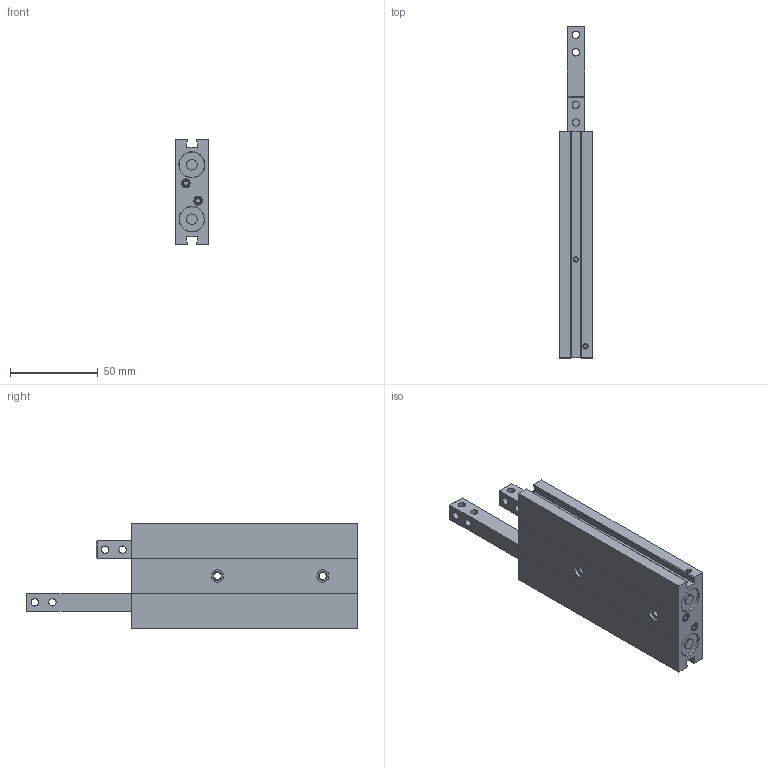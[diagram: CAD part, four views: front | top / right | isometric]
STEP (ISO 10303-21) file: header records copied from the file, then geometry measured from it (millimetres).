
FILE_DESCRIPTION(/* description */ ('STEP AP214'),/* implementation_level */ '2;1');
FILE_NAME(/* name */ '529352_HPV-14-40-A',/* time_stamp */ '2024-08-29T11:21:28+02:00',/* author */ ('License CC BY-ND 4.0'),/* organization */ ('CADENAS'),/* preprocessor_version */ 'ST-DEVELOPER v19.3',/* originating_system */ 'PARTsolutions',/* authorisation */ ' ');
FILE_SCHEMA (('AUTOMOTIVE_DESIGN {1 0 10303 214 3 1 1}'));
Length unit declared in the file: millimetre
Products named in the file (4): 529352 HPV-14-40-A---(0_1); 529352 HPV-14-40-A---(ZR_0_1); 529352 HPV-14-40-A---(JAW); DIN-913 - M5x5
Assembly tree (5 placements, depth 2):
  529352 HPV-14-40-A---(0_1)
    529352 HPV-14-40-A---(ZR_0_1)
    529352 HPV-14-40-A---(JAW)  x2
    DIN-913 - M5x5  x2
Bounding box: 19 x 189 x 60 mm (x, y, z)
Volume: 129681 mm3; surface area: 49163.2 mm2
Topology: 5 solids, 5 shells, 260 faces, 605 edges, 382 vertices
Faces by surface type: plane 158, cylinder 64, cone 38
Full cylindrical faces by diameter (mm): 2 x2, 2.6 x2, 4.134 x6, 4.2 x16, 5 x2, 6 x6, 7 x2, 7.4 x2, 8 x4, 14 x4, 14.1 x1, 14.4 x1
Entity records: 5988 total; most frequent: CARTESIAN_POINT 1038, DIRECTION 1014, ORIENTED_EDGE 876, EDGE_CURVE 438, AXIS2_PLACEMENT_3D 362, EDGE_LOOP 334, FACE_BOUND 334, VERTEX_POINT 314
